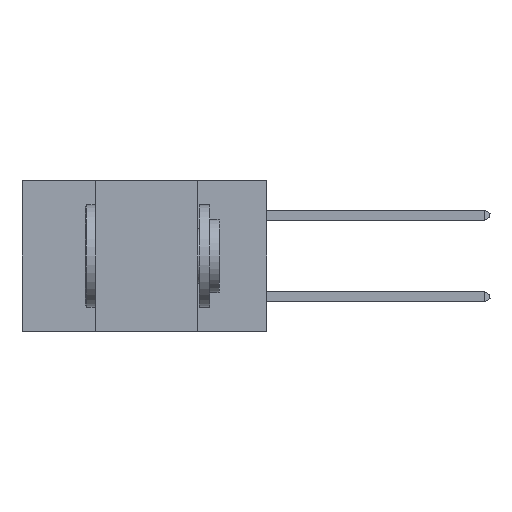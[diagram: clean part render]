
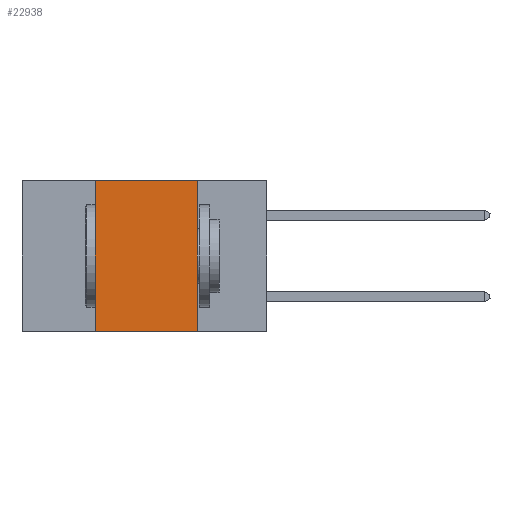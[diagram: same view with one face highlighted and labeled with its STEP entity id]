
A CAD part, left-side view. The second image highlights one B-rep face of the part: STEP entity #22938.
In plain terms, the highlighted planar face has unit normal (-1, 0, 0).
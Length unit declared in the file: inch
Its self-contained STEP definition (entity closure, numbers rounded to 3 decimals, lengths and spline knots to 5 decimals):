
#112 = VERTEX_POINT ( 'NONE', #30106 ) ;
#1301 = VERTEX_POINT ( 'NONE', #10303 ) ;
#1390 = AXIS2_PLACEMENT_3D ( 'NONE', #24909, #20109, #27130 ) ;
#3173 = CARTESIAN_POINT ( 'NONE',  ( 0., 0.17, 0. ) ) ;
#3194 = ORIENTED_EDGE ( 'NONE', *, *, #7272, .F. ) ;
#3793 = EDGE_CURVE ( 'NONE', #112, #27751, #13137, .T. ) ;
#4027 = LINE ( 'NONE', #17993, #16798 ) ;
#6381 = LINE ( 'NONE', #12148, #7865 ) ;
#7272 = EDGE_CURVE ( 'NONE', #1301, #15435, #4027, .T. ) ;
#7865 = VECTOR ( 'NONE', #14479, 39.37008 ) ;
#8002 = EDGE_LOOP ( 'NONE', ( #27454, #3194, #16829, #19458 ) ) ;
#8974 = CARTESIAN_POINT ( 'NONE',  ( 0., 0.17, 0. ) ) ;
#10303 = CARTESIAN_POINT ( 'NONE',  ( 0., 0.42, 0. ) ) ;
#12148 = CARTESIAN_POINT ( 'NONE',  ( 0., 0.42, 0. ) ) ;
#12871 = EDGE_CURVE ( 'NONE', #15435, #27751, #25719, .T. ) ;
#13137 = LINE ( 'NONE', #19854, #30833 ) ;
#14479 = DIRECTION ( 'NONE',  ( 0., 0., 1. ) ) ;
#15198 = DIRECTION ( 'NONE',  ( 0., -1., 0. ) ) ;
#15435 = VERTEX_POINT ( 'NONE', #8974 ) ;
#16798 = VECTOR ( 'NONE', #27139, 39.37008 ) ;
#16829 = ORIENTED_EDGE ( 'NONE', *, *, #28079, .F. ) ;
#17993 = CARTESIAN_POINT ( 'NONE',  ( 0., 0.6, 0. ) ) ;
#19458 = ORIENTED_EDGE ( 'NONE', *, *, #3793, .T. ) ;
#19854 = CARTESIAN_POINT ( 'NONE',  ( 0., 0.6, -0.37 ) ) ;
#20012 = PLANE ( 'NONE',  #1390 ) ;
#20020 = CARTESIAN_POINT ( 'NONE',  ( 0., 0.17, -0.37 ) ) ;
#20105 = VECTOR ( 'NONE', #22402, 39.37008 ) ;
#20109 = DIRECTION ( 'NONE',  ( 1., 0., 0. ) ) ;
#22402 = DIRECTION ( 'NONE',  ( 0., 0., -1. ) ) ;
#22938 = ADVANCED_FACE ( 'NONE', ( #24832 ), #20012, .F. ) ;
#24832 = FACE_OUTER_BOUND ( 'NONE', #8002, .T. ) ;
#24909 = CARTESIAN_POINT ( 'NONE',  ( 0., 0.6, 0. ) ) ;
#25719 = LINE ( 'NONE', #3173, #20105 ) ;
#27130 = DIRECTION ( 'NONE',  ( 0., 0., -1. ) ) ;
#27139 = DIRECTION ( 'NONE',  ( 0., -1., 0. ) ) ;
#27454 = ORIENTED_EDGE ( 'NONE', *, *, #12871, .F. ) ;
#27751 = VERTEX_POINT ( 'NONE', #20020 ) ;
#28079 = EDGE_CURVE ( 'NONE', #112, #1301, #6381, .T. ) ;
#30106 = CARTESIAN_POINT ( 'NONE',  ( 0., 0.42, -0.37 ) ) ;
#30833 = VECTOR ( 'NONE', #15198, 39.37008 ) ;
